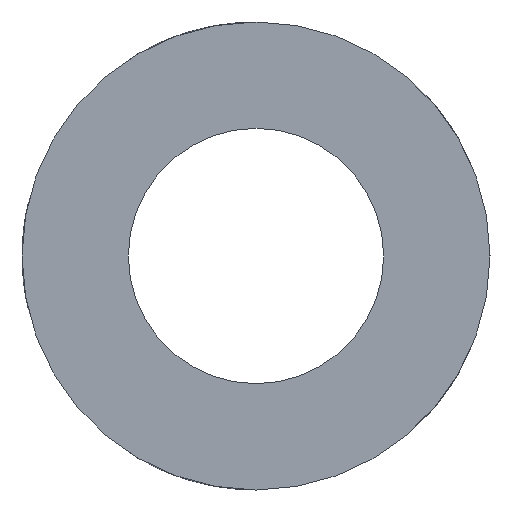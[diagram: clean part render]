
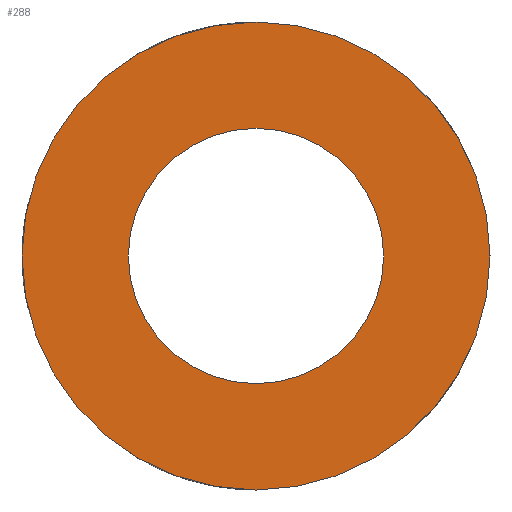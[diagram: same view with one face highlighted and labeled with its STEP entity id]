
A CAD part, left-side view. The second image highlights one B-rep face of the part: STEP entity #288.
In plain terms, the highlighted planar face has unit normal (-1, 0, 0).
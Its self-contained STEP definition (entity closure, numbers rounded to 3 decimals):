
#288 = ADVANCED_FACE( '', ( #625, #626 ), #627, .T. );
#625 = FACE_BOUND( '', #999, .T. );
#626 = FACE_OUTER_BOUND( '', #1000, .T. );
#627 = PLANE( '', #1001 );
#999 = EDGE_LOOP( '', ( #1727 ) );
#1000 = EDGE_LOOP( '', ( #1728 ) );
#1001 = AXIS2_PLACEMENT_3D( '', #1729, #1730, #1731 );
#1727 = ORIENTED_EDGE( '', *, *, #2332, .T. );
#1728 = ORIENTED_EDGE( '', *, *, #2085, .F. );
#1729 = CARTESIAN_POINT( '', ( 0., 11., 0. ) );
#1730 = DIRECTION( '', ( -1., 0., 0. ) );
#1731 = DIRECTION( '', ( 0., 0., 1. ) );
#2085 = EDGE_CURVE( '', #2444, #2444, #2445, .T. );
#2332 = EDGE_CURVE( '', #2831, #2831, #2832, .T. );
#2444 = VERTEX_POINT( '', #2963 );
#2445 = CIRCLE( '', #2964, 11. );
#2831 = VERTEX_POINT( '', #3480 );
#2832 = CIRCLE( '', #3481, 6. );
#2963 = CARTESIAN_POINT( '', ( 0., 0., -11. ) );
#2964 = AXIS2_PLACEMENT_3D( '', #3632, #3633, #3634 );
#3480 = CARTESIAN_POINT( '', ( 0., 0., -6. ) );
#3481 = AXIS2_PLACEMENT_3D( '', #3954, #3955, #3956 );
#3632 = CARTESIAN_POINT( '', ( 0., 0., 0. ) );
#3633 = DIRECTION( '', ( 1., 0., 0. ) );
#3634 = DIRECTION( '', ( 0., 0., -1. ) );
#3954 = CARTESIAN_POINT( '', ( 0., 0., 0. ) );
#3955 = DIRECTION( '', ( 1., 0., 0. ) );
#3956 = DIRECTION( '', ( 0., 0., -1. ) );
